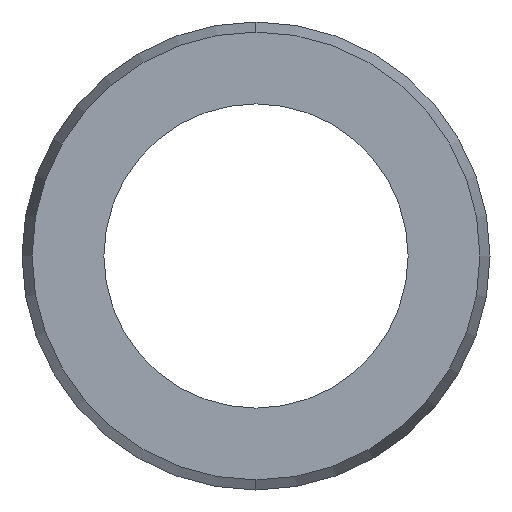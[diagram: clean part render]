
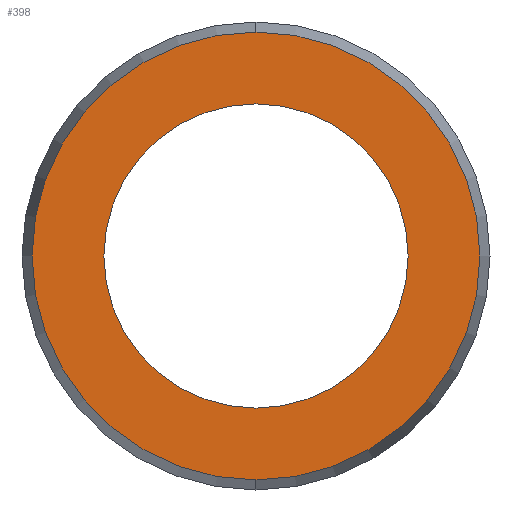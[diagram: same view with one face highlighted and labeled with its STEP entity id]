
A CAD part, left-side view. The second image highlights one B-rep face of the part: STEP entity #398.
In plain terms, the highlighted planar face has unit normal (-1, 0, 0).
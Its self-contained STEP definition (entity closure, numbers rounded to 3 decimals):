
#7 = AXIS2_PLACEMENT_3D ( 'NONE', #1328, #527, #122 ) ;
#52 = CARTESIAN_POINT ( 'NONE',  ( 0., 0., -23.928 ) ) ;
#72 = EDGE_CURVE ( 'NONE', #254, #1176, #879, .T. ) ;
#114 = CARTESIAN_POINT ( 'NONE',  ( 0., 0., 0. ) ) ;
#122 = DIRECTION ( 'NONE',  ( 0., 0., 1. ) ) ;
#127 = VERTEX_POINT ( 'NONE', #174 ) ;
#160 = DIRECTION ( 'NONE',  ( -1., 0., 0. ) ) ;
#174 = CARTESIAN_POINT ( 'NONE',  ( 0., 0., -16.25 ) ) ;
#221 = EDGE_LOOP ( 'NONE', ( #500, #732 ) ) ;
#254 = VERTEX_POINT ( 'NONE', #1007 ) ;
#299 = PLANE ( 'NONE',  #469 ) ;
#398 = ADVANCED_FACE ( 'NONE', ( #1035, #409 ), #299, .F. ) ;
#409 = FACE_OUTER_BOUND ( 'NONE', #913, .T. ) ;
#432 = DIRECTION ( 'NONE',  ( -1., 0., 0. ) ) ;
#469 = AXIS2_PLACEMENT_3D ( 'NONE', #610, #1324, #894 ) ;
#497 = AXIS2_PLACEMENT_3D ( 'NONE', #798, #160, #1202 ) ;
#500 = ORIENTED_EDGE ( 'NONE', *, *, #1023, .F. ) ;
#527 = DIRECTION ( 'NONE',  ( -1., 0., 0. ) ) ;
#610 = CARTESIAN_POINT ( 'NONE',  ( 0., 23.928, 0. ) ) ;
#687 = CIRCLE ( 'NONE', #7, 16.25 ) ;
#716 = CARTESIAN_POINT ( 'NONE',  ( 0., 0., 0. ) ) ;
#732 = ORIENTED_EDGE ( 'NONE', *, *, #1013, .F. ) ;
#782 = CARTESIAN_POINT ( 'NONE',  ( 0., 0., 16.25 ) ) ;
#795 = VERTEX_POINT ( 'NONE', #782 ) ;
#798 = CARTESIAN_POINT ( 'NONE',  ( 0., 0., 0. ) ) ;
#879 = CIRCLE ( 'NONE', #497, 23.928 ) ;
#894 = DIRECTION ( 'NONE',  ( 0., 0., -1. ) ) ;
#913 = EDGE_LOOP ( 'NONE', ( #1285, #935 ) ) ;
#935 = ORIENTED_EDGE ( 'NONE', *, *, #72, .T. ) ;
#1007 = CARTESIAN_POINT ( 'NONE',  ( 0., 0., 23.928 ) ) ;
#1013 = EDGE_CURVE ( 'NONE', #127, #795, #1181, .T. ) ;
#1015 = EDGE_CURVE ( 'NONE', #1176, #254, #1086, .T. ) ;
#1023 = EDGE_CURVE ( 'NONE', #795, #127, #687, .T. ) ;
#1035 = FACE_BOUND ( 'NONE', #221, .T. ) ;
#1044 = DIRECTION ( 'NONE',  ( 0., 0., 1. ) ) ;
#1086 = CIRCLE ( 'NONE', #1237, 23.928 ) ;
#1176 = VERTEX_POINT ( 'NONE', #52 ) ;
#1181 = CIRCLE ( 'NONE', #1258, 16.25 ) ;
#1202 = DIRECTION ( 'NONE',  ( 0., 0., 1. ) ) ;
#1235 = DIRECTION ( 'NONE',  ( -1., 0., 0. ) ) ;
#1237 = AXIS2_PLACEMENT_3D ( 'NONE', #716, #432, #1044 ) ;
#1243 = DIRECTION ( 'NONE',  ( 0., 0., 1. ) ) ;
#1258 = AXIS2_PLACEMENT_3D ( 'NONE', #114, #1235, #1243 ) ;
#1285 = ORIENTED_EDGE ( 'NONE', *, *, #1015, .T. ) ;
#1324 = DIRECTION ( 'NONE',  ( 1., 0., 0. ) ) ;
#1328 = CARTESIAN_POINT ( 'NONE',  ( 0., 0., 0. ) ) ;
